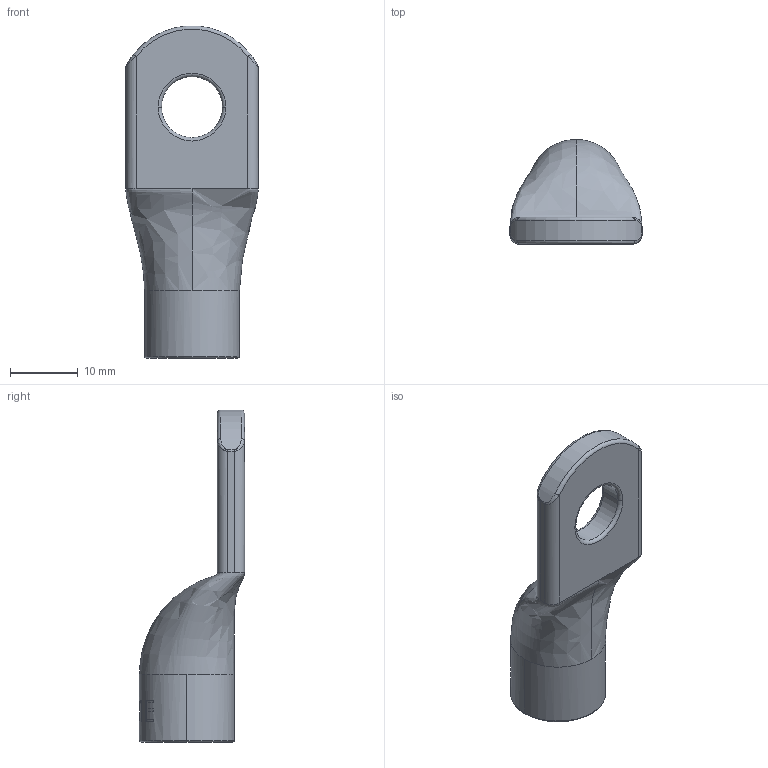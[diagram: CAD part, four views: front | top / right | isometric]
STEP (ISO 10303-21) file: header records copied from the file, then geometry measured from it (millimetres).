
FILE_DESCRIPTION (( 'STEP AP214' ), '1' );
FILE_NAME ('LUG-MAGNA_6401E_1-2AWG_.31IN.STEP', '2017-04-03T18:42:45', ( '' ), ( '' ), 'SwSTEP 2.0', 'SolidWorks 2017', '' );
FILE_SCHEMA (( 'AUTOMOTIVE_DESIGN' ));
Length unit declared in the file: millimetre
Products named in the file (1): LUG-MAGNA_6401E_1-2AWG_.31IN
Bounding box: 19.5 x 15.5 x 48.96 mm (x, y, z)
Volume: 4214.9 mm3; surface area: 2723.9 mm2
Topology: 1 solids, 1 shells, 155 faces, 395 edges, 258 vertices
Faces by surface type: bspline 81, plane 43, cylinder 21, torus 8, cone 2
Entity records: 11928 total; most frequent: CARTESIAN_POINT 8178, ORIENTED_EDGE 790, EDGE_CURVE 395, DIRECTION 353, VERTEX_POINT 258, B_SPLINE_CURVE_WITH_KNOTS 228, EDGE_LOOP 173, FACE_OUTER_BOUND 155
